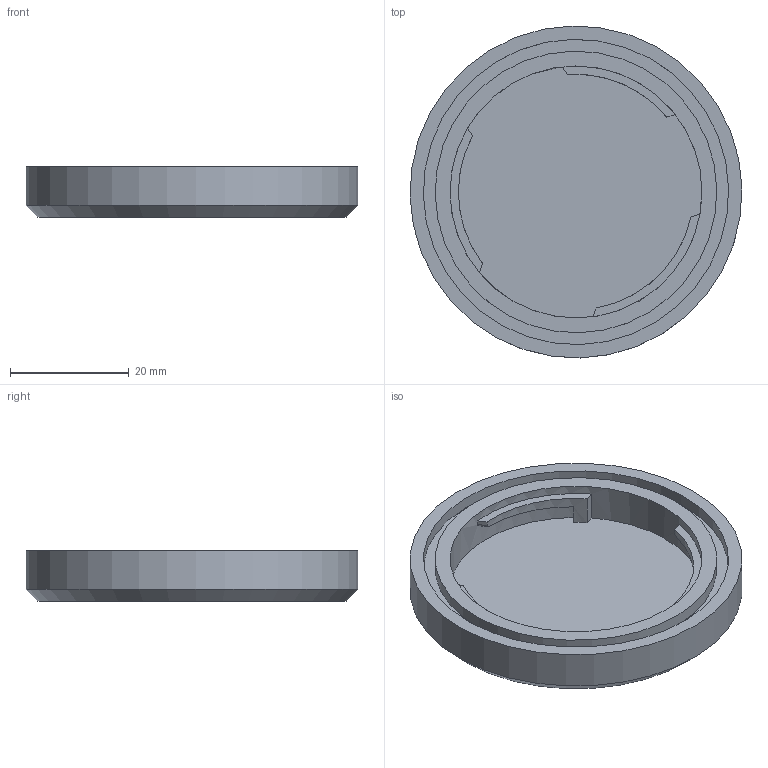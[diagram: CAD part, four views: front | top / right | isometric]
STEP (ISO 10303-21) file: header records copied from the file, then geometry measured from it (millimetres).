
FILE_DESCRIPTION(/* description */ (''),/* implementation_level */ '2;1');
FILE_NAME(/* name */ 'baseRearCap_MFT',/* time_stamp */ '2023-12-05T16:33:17-05:00',/* author */ ('George Moua'),/* organization */ ('Archive 663'),/* preprocessor_version */ 'ST-DEVELOPER v16.7',/* originating_system */ 'Solid Edge',/* authorisation */ 'Unknown');
FILE_SCHEMA (('AUTOMOTIVE_DESIGN {1 0 10303 214 3 1 1}'));
Length unit declared in the file: millimetre
Products named in the file (3): mountLensBase; mountLensBase_MFT_oa_0; baseRearCap_MFT
Assembly tree (2 placements, depth 3):
  mountLensBase
    mountLensBase_MFT_oa_0
      baseRearCap_MFT
Bounding box: 55.98 x 55.98 x 8.45 mm (x, y, z)
Volume: 10432.6 mm3; surface area: 8041.3 mm2
Topology: 1 solids, 1 shells, 71 faces, 188 edges, 125 vertices
Faces by surface type: plane 54, cylinder 8, bspline 6, cone 3
Full cylindrical faces by diameter (mm): 42.5 x1, 47.5 x1, 51.5 x1, 56 x1
Entity records: 8369 total; most frequent: CARTESIAN_POINT 6635, ORIENTED_EDGE 354, DIRECTION 314, EDGE_CURVE 177, LINE 132, VECTOR 132, VERTEX_POINT 122, AXIS2_PLACEMENT_3D 91
